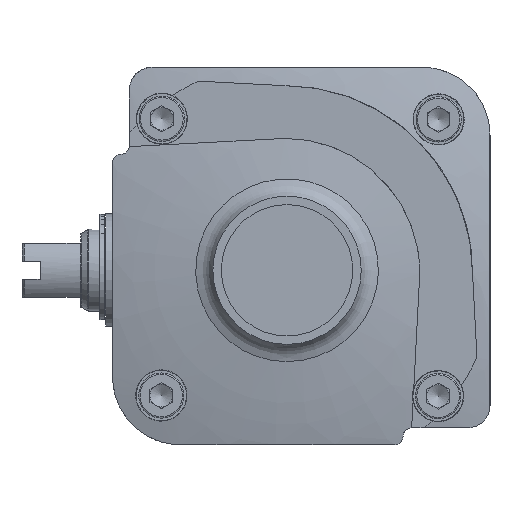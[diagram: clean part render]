
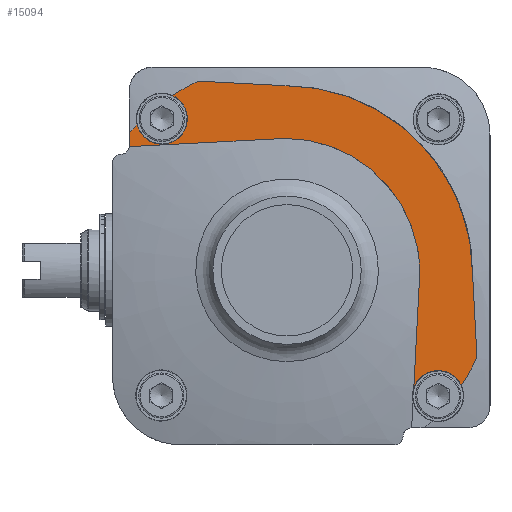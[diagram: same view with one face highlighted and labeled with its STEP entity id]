
A CAD part, left-side view. The second image highlights one B-rep face of the part: STEP entity #15094.
In plain terms, the highlighted planar face has unit normal (-1, 0, 0).
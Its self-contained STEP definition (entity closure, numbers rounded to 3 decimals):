
#307=LINE('',#20300,#1039);
#389=LINE('',#20986,#1121);
#391=LINE('',#21013,#1123);
#492=LINE('',#21420,#1224);
#913=LINE('',#23292,#1645);
#1039=VECTOR('',#16771,1000.);
#1121=VECTOR('',#17371,1000.);
#1123=VECTOR('',#17379,1000.);
#1224=VECTOR('',#17764,1000.);
#1645=VECTOR('',#19371,1000.);
#1919=PLANE('',#16319);
#4838=ORIENTED_EDGE('',*,*,#6653,.F.);
#4839=ORIENTED_EDGE('',*,*,#6640,.T.);
#4840=ORIENTED_EDGE('',*,*,#5680,.F.);
#4841=ORIENTED_EDGE('',*,*,#5683,.F.);
#4842=ORIENTED_EDGE('',*,*,#5685,.F.);
#4843=ORIENTED_EDGE('',*,*,#6646,.T.);
#4844=ORIENTED_EDGE('',*,*,#5670,.F.);
#4845=ORIENTED_EDGE('',*,*,#6645,.T.);
#4846=ORIENTED_EDGE('',*,*,#5876,.T.);
#4847=ORIENTED_EDGE('',*,*,#6654,.F.);
#4848=ORIENTED_EDGE('',*,*,#5427,.F.);
#4849=ORIENTED_EDGE('',*,*,#6655,.T.);
#4850=ORIENTED_EDGE('',*,*,#6651,.F.);
#5427=EDGE_CURVE('',#6882,#6884,#307,.T.);
#5670=EDGE_CURVE('',#7074,#7075,#7960,.T.);
#5680=EDGE_CURVE('',#7081,#7083,#389,.T.);
#5683=EDGE_CURVE('',#7084,#7081,#7964,.T.);
#5685=EDGE_CURVE('',#7086,#7084,#391,.T.);
#5876=EDGE_CURVE('',#7227,#7228,#492,.T.);
#6640=EDGE_CURVE('',#7723,#7083,#8329,.T.);
#6645=EDGE_CURVE('',#7074,#7227,#8330,.T.);
#6646=EDGE_CURVE('',#7086,#7075,#8331,.T.);
#6651=EDGE_CURVE('',#7727,#7728,#913,.T.);
#6653=EDGE_CURVE('',#7723,#7727,#8334,.T.);
#6654=EDGE_CURVE('',#6884,#7228,#8335,.T.);
#6655=EDGE_CURVE('',#6882,#7728,#8336,.T.);
#6882=VERTEX_POINT('',#20298);
#6884=VERTEX_POINT('',#20301);
#7074=VERTEX_POINT('',#20963);
#7075=VERTEX_POINT('',#20964);
#7081=VERTEX_POINT('',#20984);
#7083=VERTEX_POINT('',#20987);
#7084=VERTEX_POINT('',#20994);
#7086=VERTEX_POINT('',#21014);
#7227=VERTEX_POINT('',#21421);
#7228=VERTEX_POINT('',#21422);
#7723=VERTEX_POINT('',#23244);
#7727=VERTEX_POINT('',#23291);
#7728=VERTEX_POINT('',#23293);
#7960=CIRCLE('',#15573,5.638);
#7964=CIRCLE('',#15582,41.4);
#8329=CIRCLE('',#16312,46.116);
#8330=CIRCLE('',#16313,46.116);
#8331=CIRCLE('',#16314,46.116);
#8334=CIRCLE('',#16320,5.638);
#8335=CIRCLE('',#16321,1.85);
#8336=CIRCLE('',#16322,29.75);
#9051=EDGE_LOOP('',(#4838,#4839,#4840,#4841,#4842,#4843,#4844,#4845,#4846,
#4847,#4848,#4849,#4850));
#9884=FACE_BOUND('',#9051,.T.);
#15094=ADVANCED_FACE('',(#9884),#1919,.F.);
#15573=AXIS2_PLACEMENT_3D('',#20965,#17349,#17350);
#15582=AXIS2_PLACEMENT_3D('',#20996,#17375,#17376);
#16312=AXIS2_PLACEMENT_3D('',#23243,#19356,#19357);
#16313=AXIS2_PLACEMENT_3D('',#23268,#19358,#19359);
#16314=AXIS2_PLACEMENT_3D('',#23269,#19360,#19361);
#16319=AXIS2_PLACEMENT_3D('',#23295,#19373,#19374);
#16320=AXIS2_PLACEMENT_3D('',#23296,#19375,#19376);
#16321=AXIS2_PLACEMENT_3D('',#23297,#19377,#19378);
#16322=AXIS2_PLACEMENT_3D('',#23298,#19379,#19380);
#16771=DIRECTION('',(0.,0.999,-0.052));
#17349=DIRECTION('',(-1.,0.,0.));
#17350=DIRECTION('',(0.,0.,-1.));
#17371=DIRECTION('',(0.,-0.052,-0.999));
#17375=DIRECTION('',(1.,0.,0.));
#17376=DIRECTION('',(0.,0.,-1.));
#17379=DIRECTION('',(0.,-0.999,-0.052));
#17764=DIRECTION('',(0.,0.,-1.));
#19356=DIRECTION('',(-1.,0.,0.));
#19357=DIRECTION('',(0.,0.,-1.));
#19358=DIRECTION('',(-1.,0.,0.));
#19359=DIRECTION('',(0.,0.,-1.));
#19360=DIRECTION('',(-1.,0.,0.));
#19361=DIRECTION('',(0.,0.,-1.));
#19371=DIRECTION('',(0.,-0.052,0.999));
#19373=DIRECTION('',(1.,0.,0.));
#19374=DIRECTION('',(0.,1.,0.));
#19375=DIRECTION('',(-1.,0.,0.));
#19376=DIRECTION('',(0.,0.,-1.));
#19377=DIRECTION('',(-1.,0.,0.));
#19378=DIRECTION('',(0.,0.,-1.));
#19379=DIRECTION('',(1.,0.,0.));
#19380=DIRECTION('',(0.,0.,-1.));
#20298=CARTESIAN_POINT('',(-164.3,0.45,29.1));
#20300=CARTESIAN_POINT('',(-164.3,0.45,29.1));
#20301=CARTESIAN_POINT('',(-164.3,34.806,27.299));
#20963=CARTESIAN_POINT('',(-164.3,33.105,32.105));
#20964=CARTESIAN_POINT('',(-164.3,25.276,38.572));
#20965=CARTESIAN_POINT('',(-164.3,27.63,33.45));
#20984=CARTESIAN_POINT('',(-164.3,-40.95,-0.65));
#20986=CARTESIAN_POINT('',(-164.3,-40.95,-0.65));
#20987=CARTESIAN_POINT('',(-164.3,-41.923,-19.213));
#20994=CARTESIAN_POINT('',(-164.3,0.45,40.75));
#20996=CARTESIAN_POINT('',(-164.3,0.45,-0.65));
#21013=CARTESIAN_POINT('',(-164.3,40.,42.823));
#21014=CARTESIAN_POINT('',(-164.3,19.581,41.753));
#21420=CARTESIAN_POINT('',(-164.3,34.8,27.45));
#21421=CARTESIAN_POINT('',(-164.3,34.8,30.26));
#21422=CARTESIAN_POINT('',(-164.3,34.8,27.45));
#23243=CARTESIAN_POINT('',(-164.3,0.,0.));
#23244=CARTESIAN_POINT('',(-164.3,-38.476,-25.423));
#23268=CARTESIAN_POINT('',(-164.3,0.,0.));
#23269=CARTESIAN_POINT('',(-164.3,0.,0.));
#23291=CARTESIAN_POINT('',(-164.3,-27.966,-26.097));
#23292=CARTESIAN_POINT('',(-164.3,-27.238,-40.));
#23293=CARTESIAN_POINT('',(-164.3,-29.3,-0.65));
#23295=CARTESIAN_POINT('',(-164.3,0.45,-0.65));
#23296=CARTESIAN_POINT('',(-164.3,-33.35,-27.77));
#23297=CARTESIAN_POINT('',(-164.3,36.65,27.45));
#23298=CARTESIAN_POINT('',(-164.3,0.45,-0.65));
